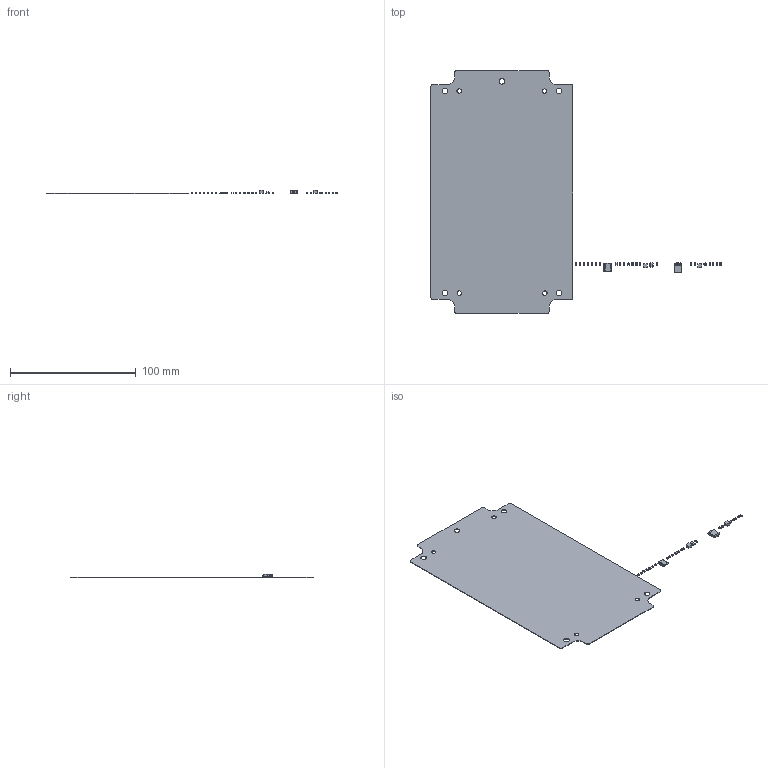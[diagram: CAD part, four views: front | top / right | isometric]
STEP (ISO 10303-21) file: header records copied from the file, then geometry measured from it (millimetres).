
FILE_DESCRIPTION(('Open CASCADE Model'),'2;1');
FILE_NAME('Open CASCADE Shape Model','2022-03-28T17:38:07',('Author'),( 'Open CASCADE'),'Open CASCADE STEP processor 6.8','Open CASCADE 6.8' ,'Unknown');
FILE_SCHEMA(('AUTOMOTIVE_DESIGN { 1 0 10303 214 1 1 1 1 }'));
Length unit declared in the file: millimetre
Products named in the file (48): PCB; Board; Open CASCADE STEP translator 6.8 1.1.1; U4; TSSOP20; U3; 5990850512; Body; Open_CASCADE_STEP_translator_6.8_6.1.1; Leader; U2; 5916358592; Extruded; U1; R6; R_SMD_0603; 0603_BODY; 0603_PAD; 0603_OPIS; 5916359712; R5; R4; R3; R2; FB1; 5962299856; D3; 5990847632; D2; SMC_-_DIODE_UNIDIR_-_DIOM6959X25M_RGB8421504; D1; C14; C_SMD_0603; C13; C12; C11; C10; C9; C8; C7 ...
Assembly tree (110 placements, depth 5):
  PCB
    Board
      Open CASCADE STEP translator 6.8 1.1.1
    U4
      TSSOP20
    U3
      5990850512
        Body
          Open_CASCADE_STEP_translator_6.8_6.1.1
        Leader  x5
    U2
      5916358592
        Extruded
    U1
      5916358592
        Extruded
    R6
      R_SMD_0603
        0603_BODY
        0603_PAD  x2
        0603_OPIS
      5916359712  x2
        Extruded
    R5
      R_SMD_0603
        0603_BODY
        0603_PAD  x2
        0603_OPIS
      5916359712  x2
        Extruded
    R4
      R_SMD_0603
        0603_BODY
        0603_PAD  x2
        0603_OPIS
      5916359712  x2
        Extruded
    R3
      R_SMD_0603
        0603_BODY
        0603_PAD  x2
        0603_OPIS
      5916359712  x2
        Extruded
    R2
      R_SMD_0603
        0603_BODY
        0603_PAD  x2
        0603_OPIS
      5916359712  x2
        Extruded
    FB1
      5962299856
        Extruded
      5916359712  x2
        Extruded
    D3
      5990847632
    D2
      SMC_-_DIODE_UNIDIR_-_DIOM6959X25M_RGB8421504
Bounding box: 230.55 x 192.86 x 3.06 mm (x, y, z)
Volume: 8782.2 mm3; surface area: 42603.8 mm2
Topology: 96 solids, 96 shells, 2018 faces, 4869 edges, 2982 vertices
Faces by surface type: plane 1164, cylinder 481, bspline 253, sphere 120
Full cylindrical faces by diameter (mm): 0.11 x2, 3.5 x4, 4.5 x5
Entity records: 26736 total; most frequent: CARTESIAN_POINT 7026, ORIENTED_EDGE 3408, DIRECTION 3317, EDGE_CURVE 1704, LINE 1251, VECTOR 1251, VERTEX_POINT 1080, AXIS2_PLACEMENT_3D 1033
